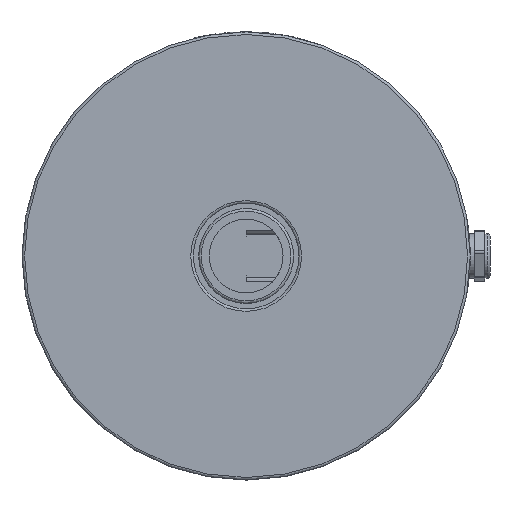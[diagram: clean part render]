
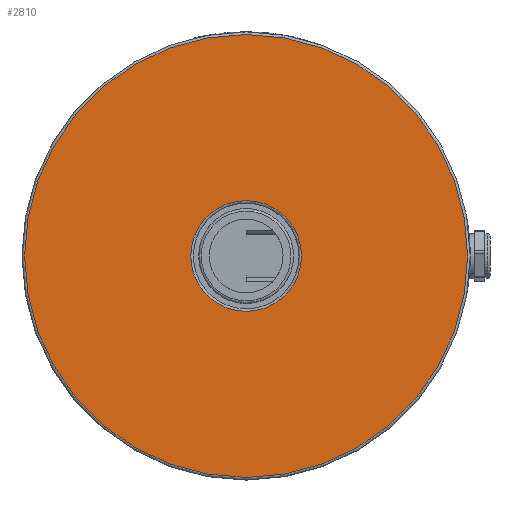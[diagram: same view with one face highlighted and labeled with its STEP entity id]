
A CAD part, front view. The second image highlights one B-rep face of the part: STEP entity #2810.
In plain terms, the highlighted planar face has unit normal (0, -1, 0).
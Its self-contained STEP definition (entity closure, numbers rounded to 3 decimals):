
#39=FACE_BOUND('',#404,.T.);
#102=PLANE('',#3026);
#237=FACE_OUTER_BOUND('',#403,.T.);
#403=EDGE_LOOP('',(#2120));
#404=EDGE_LOOP('',(#2121));
#552=CIRCLE('',#3022,10.5);
#556=CIRCLE('',#3027,42.);
#1207=VERTEX_POINT('',#5159);
#1210=VERTEX_POINT('',#5167);
#1534=EDGE_CURVE('',#1207,#1207,#552,.T.);
#1538=EDGE_CURVE('',#1210,#1210,#556,.T.);
#2120=ORIENTED_EDGE('',*,*,#1538,.F.);
#2121=ORIENTED_EDGE('',*,*,#1534,.F.);
#2810=ADVANCED_FACE('',(#237,#39),#102,.F.);
#3022=AXIS2_PLACEMENT_3D('',#5160,#3514,#3515);
#3026=AXIS2_PLACEMENT_3D('',#5166,#3522,#3523);
#3027=AXIS2_PLACEMENT_3D('',#5168,#3524,#3525);
#3514=DIRECTION('center_axis',(0.,-1.,0.));
#3515=DIRECTION('ref_axis',(-1.,0.,0.));
#3522=DIRECTION('center_axis',(0.,1.,0.));
#3523=DIRECTION('ref_axis',(0.,0.,1.));
#3524=DIRECTION('center_axis',(0.,1.,0.));
#3525=DIRECTION('ref_axis',(1.,0.,0.));
#5159=CARTESIAN_POINT('',(0.,-70.,-10.5));
#5160=CARTESIAN_POINT('Origin',(0.,-70.,0.));
#5166=CARTESIAN_POINT('Origin',(0.,-70.,0.));
#5167=CARTESIAN_POINT('',(0.,-70.,42.));
#5168=CARTESIAN_POINT('Origin',(0.,-70.,0.));
